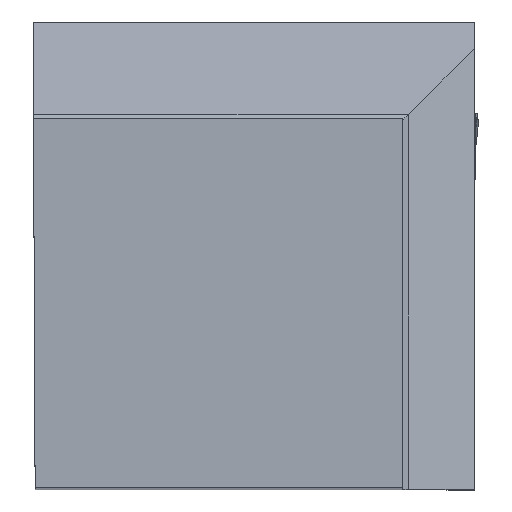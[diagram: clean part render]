
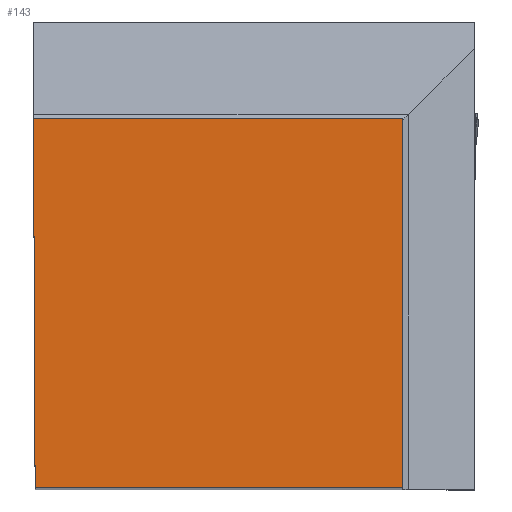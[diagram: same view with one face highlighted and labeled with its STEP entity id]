
A CAD part, top view. The second image highlights one B-rep face of the part: STEP entity #143.
In plain terms, the highlighted planar face has unit normal (0, 0, 1).
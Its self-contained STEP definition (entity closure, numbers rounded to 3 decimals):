
#143=ADVANCED_FACE('BLANK_BOXF006',(#235),#185,.F.);
#185=PLANE('',#1224);
#235=FACE_OUTER_BOUND('',#288,.T.);
#288=EDGE_LOOP('',(#542,#543,#544,#545));
#542=ORIENTED_EDGE('',*,*,#845,.T.);
#543=ORIENTED_EDGE('',*,*,#846,.T.);
#544=ORIENTED_EDGE('',*,*,#847,.T.);
#545=ORIENTED_EDGE('',*,*,#806,.T.);
#685=VERTEX_POINT('',#1773);
#686=VERTEX_POINT('',#1775);
#716=VERTEX_POINT('',#1849);
#717=VERTEX_POINT('',#1851);
#806=EDGE_CURVE('',#686,#685,#927,.T.);
#845=EDGE_CURVE('',#685,#716,#960,.T.);
#846=EDGE_CURVE('',#716,#717,#961,.T.);
#847=EDGE_CURVE('',#717,#686,#962,.T.);
#927=LINE('',#1774,#1042);
#960=LINE('',#1848,#1075);
#961=LINE('',#1850,#1076);
#962=LINE('',#1852,#1077);
#1042=VECTOR('',#1419,1.);
#1075=VECTOR('',#1474,1.);
#1076=VECTOR('',#1475,1.);
#1077=VECTOR('',#1476,1.);
#1224=AXIS2_PLACEMENT_3D('',#1853,#1477,#1478);
#1419=DIRECTION('',(1.,0.,0.));
#1474=DIRECTION('',(0.,1.,0.));
#1475=DIRECTION('',(-1.,0.,0.));
#1476=DIRECTION('',(0.004,-1.,0.));
#1477=DIRECTION('',(0.,0.,-1.));
#1478=DIRECTION('',(0.,-1.,0.));
#1773=CARTESIAN_POINT('',(31.623,0.,0.));
#1774=CARTESIAN_POINT('',(-151.9,0.,0.));
#1775=CARTESIAN_POINT('',(0.138,0.,0.));
#1848=CARTESIAN_POINT('',(31.623,-151.9,0.));
#1849=CARTESIAN_POINT('',(31.623,31.623,0.));
#1850=CARTESIAN_POINT('',(151.9,31.623,0.));
#1851=CARTESIAN_POINT('',(0.,31.623,0.));
#1852=CARTESIAN_POINT('',(-0.525,151.899,0.));
#1853=CARTESIAN_POINT('',(37.775,-5.,0.));
